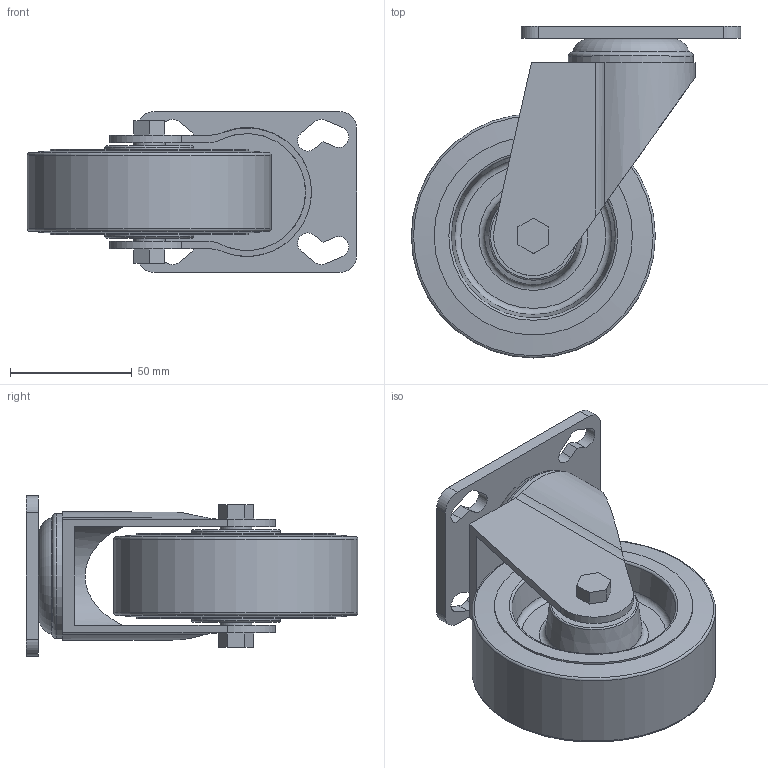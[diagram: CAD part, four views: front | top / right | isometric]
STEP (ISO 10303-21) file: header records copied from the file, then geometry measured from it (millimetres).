
FILE_DESCRIPTION(/* description */ ('STEP AP214'),/* implementation_level */ '2;1');
FILE_NAME(/* name */ 'K1760.100320',/* time_stamp */ '2025-06-23T16:08:42+02:00',/* author */ ('License CC BY-ND 4.0'),/* organization */ ('CADENAS'),/* preprocessor_version */ 'ST-DEVELOPER v19.3',/* originating_system */ 'PARTsolutions',/* authorisation */ ' ');
FILE_SCHEMA (('AUTOMOTIVE_DESIGN {1 0 10303 214 3 1 1}'));
Length unit declared in the file: millimetre
Products named in the file (1): K1760.100320
Bounding box: 135 x 136 x 66 mm (x, y, z)
Volume: 289426.2 mm3; surface area: 70945.5 mm2
Topology: 1 solids, 1 shells, 101 faces, 249 edges, 160 vertices
Faces by surface type: plane 50, cylinder 31, torus 13, cone 7
Full cylindrical faces by diameter (mm): 12.8 x1, 13 x2, 51.2 x1, 81.25 x2, 100 x1
Entity records: 2902 total; most frequent: DIRECTION 510, CARTESIAN_POINT 484, ORIENTED_EDGE 444, EDGE_CURVE 222, AXIS2_PLACEMENT_3D 186, VERTEX_POINT 160, EDGE_LOOP 150, FACE_BOUND 150
